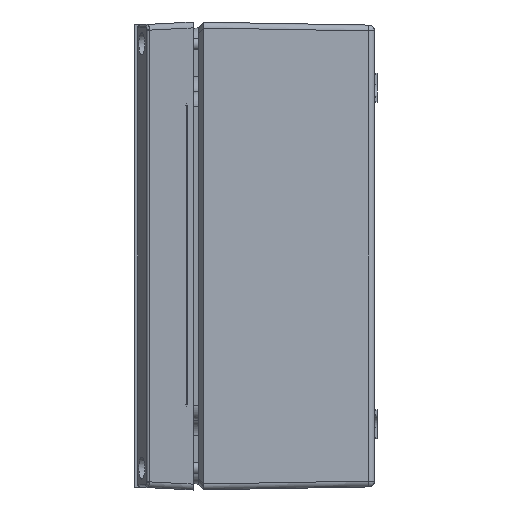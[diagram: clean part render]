
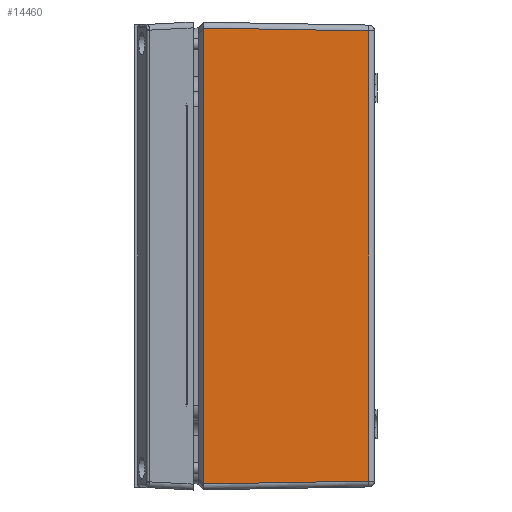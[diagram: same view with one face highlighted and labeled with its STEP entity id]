
A CAD part, left-side view. The second image highlights one B-rep face of the part: STEP entity #14460.
In plain terms, the highlighted planar face has unit normal (-1, -0.018, 0).
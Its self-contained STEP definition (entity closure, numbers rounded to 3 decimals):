
#2692=FACE_OUTER_BOUND('',#3840,.T.);
#3840=EDGE_LOOP('',(#12388,#12389,#12390,#12391));
#4775=LINE('',#32834,#5603);
#4776=LINE('',#32836,#5604);
#4777=LINE('',#32838,#5605);
#4778=LINE('',#32839,#5606);
#5603=VECTOR('',#19804,1000.);
#5604=VECTOR('',#19805,1000.);
#5605=VECTOR('',#19806,1000.);
#5606=VECTOR('',#19807,1000.);
#7168=VERTEX_POINT('',#32832);
#7169=VERTEX_POINT('',#32833);
#7170=VERTEX_POINT('',#32835);
#7171=VERTEX_POINT('',#32837);
#8984=EDGE_CURVE('',#7168,#7169,#4775,.T.);
#8985=EDGE_CURVE('',#7169,#7170,#4776,.T.);
#8986=EDGE_CURVE('',#7170,#7171,#4777,.T.);
#8987=EDGE_CURVE('',#7171,#7168,#4778,.T.);
#12388=ORIENTED_EDGE('',*,*,#8984,.T.);
#12389=ORIENTED_EDGE('',*,*,#8985,.T.);
#12390=ORIENTED_EDGE('',*,*,#8986,.T.);
#12391=ORIENTED_EDGE('',*,*,#8987,.T.);
#13714=PLANE('',#16072);
#14460=ADVANCED_FACE('',(#2692),#13714,.T.);
#16072=AXIS2_PLACEMENT_3D('',#32831,#19802,#19803);
#19802=DIRECTION('center_axis',(-1.,-0.017,
0.));
#19803=DIRECTION('ref_axis',(0.017,-1.,0.));
#19804=DIRECTION('',(0.017,-1.,0.017));
#19805=DIRECTION('',(0.,0.,1.));
#19806=DIRECTION('',(-0.017,1.,0.017));
#19807=DIRECTION('',(0.,0.,-1.));
#32831=CARTESIAN_POINT('Origin',(-120.,0.,-80.));
#32832=CARTESIAN_POINT('',(-119.939,-3.5,-77.939));
#32833=CARTESIAN_POINT('',(-118.952,-60.035,-76.952));
#32834=CARTESIAN_POINT('',(-120.001,0.035,-78.001));
#32835=CARTESIAN_POINT('',(-118.952,-60.035,76.952));
#32836=CARTESIAN_POINT('',(-118.952,-60.035,76.918));
#32837=CARTESIAN_POINT('',(-119.939,-3.5,77.939));
#32838=CARTESIAN_POINT('',(-119.952,-2.756,77.952));
#32839=CARTESIAN_POINT('',(-119.939,-3.5,-79.965));
